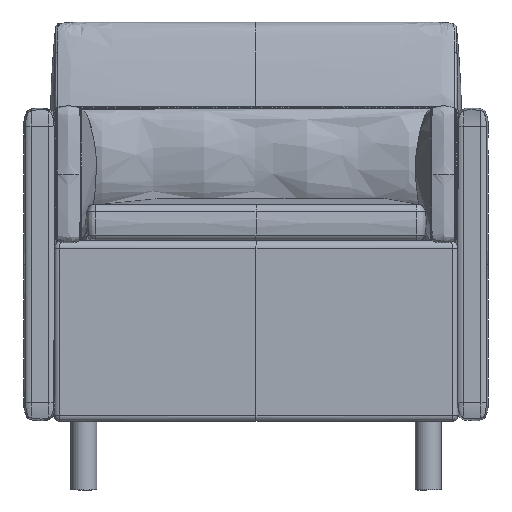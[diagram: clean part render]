
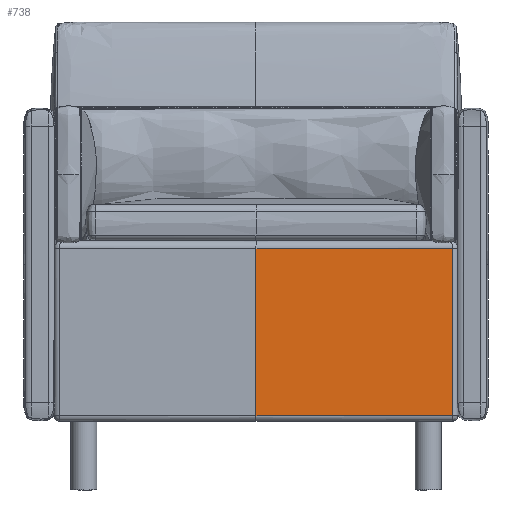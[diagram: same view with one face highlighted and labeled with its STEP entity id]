
A CAD part, front view. The second image highlights one B-rep face of the part: STEP entity #738.
In plain terms, the highlighted planar face has unit normal (0, -1, 0).
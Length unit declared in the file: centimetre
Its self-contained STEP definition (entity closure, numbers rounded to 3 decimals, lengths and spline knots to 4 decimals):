
#125=B_SPLINE_CURVE_WITH_KNOTS('',1,(#3492,#3493),.UNSPECIFIED.,.F.,.F.,
(2,2),(1525.9193,1815.9193),.UNSPECIFIED.);
#126=B_SPLINE_CURVE_WITH_KNOTS('',1,(#3503,#3504),.UNSPECIFIED.,.F.,.F.,
(2,2),(-1815.9193,-1525.9193),.UNSPECIFIED.);
#127=B_SPLINE_CURVE_WITH_KNOTS('',1,(#3505,#3506),.UNSPECIFIED.,.F.,.F.,
(2,2),(480.6227,727.1227),.UNSPECIFIED.);
#130=B_SPLINE_CURVE_WITH_KNOTS('',1,(#3554,#3555),.UNSPECIFIED.,.F.,.F.,
(2,2),(12.,258.5),.UNSPECIFIED.);
#738=ADVANCED_FACE('',(#920),#3006,.T.);
#920=FACE_OUTER_BOUND('',#1102,.T.);
#1102=EDGE_LOOP('',(#1313,#1314,#1315,#1316));
#1313=ORIENTED_EDGE('',*,*,#1991,.F.);
#1314=ORIENTED_EDGE('',*,*,#2000,.F.);
#1315=ORIENTED_EDGE('',*,*,#1987,.F.);
#1316=ORIENTED_EDGE('',*,*,#1992,.T.);
#1987=EDGE_CURVE('',#2691,#2692,#125,.T.);
#1991=EDGE_CURVE('',#2694,#2693,#126,.T.);
#1992=EDGE_CURVE('',#2691,#2693,#127,.T.);
#2000=EDGE_CURVE('',#2692,#2694,#130,.T.);
#2691=VERTEX_POINT('',#3453);
#2692=VERTEX_POINT('',#3454);
#2693=VERTEX_POINT('',#3455);
#2694=VERTEX_POINT('',#3456);
#3006=PLANE('',#3085);
#3085=AXIS2_PLACEMENT_3D('',#3296,#3146,$);
#3146=DIRECTION('',(0.,-1.,0.));
#3296=CARTESIAN_POINT('',(-152.5919,0.,-13.125));
#3453=CARTESIAN_POINT('',(0.,0.,12.325));
#3454=CARTESIAN_POINT('',(29.,0.,12.325));
#3455=CARTESIAN_POINT('',(0.,0.,-12.325));
#3456=CARTESIAN_POINT('',(29.,0.,-12.325));
#3492=CARTESIAN_POINT('',(0.,0.,12.325));
#3493=CARTESIAN_POINT('',(29.,0.,12.325));
#3503=CARTESIAN_POINT('',(29.,0.,-12.325));
#3504=CARTESIAN_POINT('',(0.,0.,-12.325));
#3505=CARTESIAN_POINT('',(0.,0.,12.325));
#3506=CARTESIAN_POINT('',(0.,0.,-12.325));
#3554=CARTESIAN_POINT('',(29.,0.,12.325));
#3555=CARTESIAN_POINT('',(29.,0.,-12.325));
